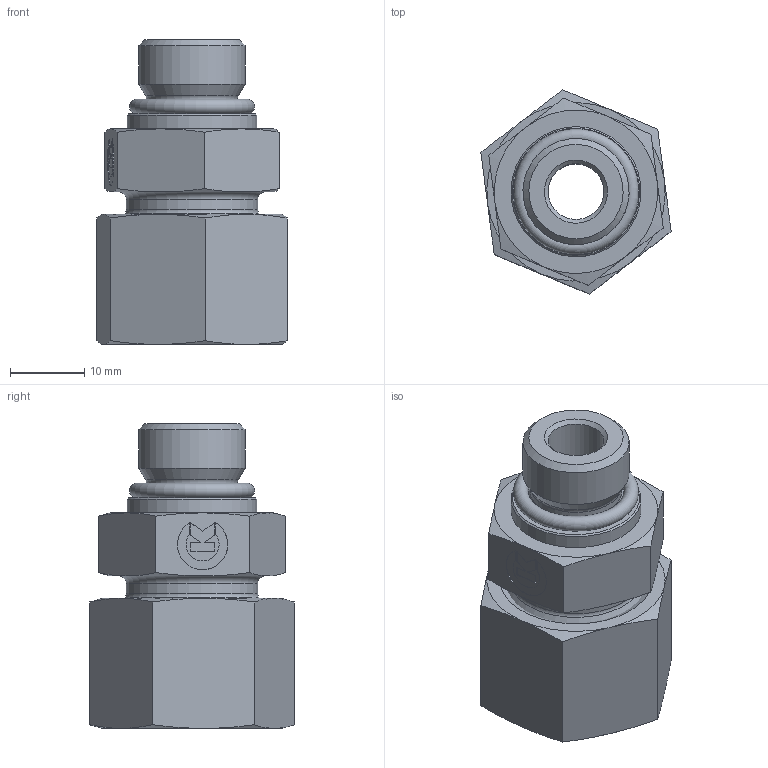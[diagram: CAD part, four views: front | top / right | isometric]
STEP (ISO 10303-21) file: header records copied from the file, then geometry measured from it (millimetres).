
FILE_DESCRIPTION((''),'2;1');
FILE_NAME('18212091620.stp','2014-09-18T11:45:22',(''),('KNOMI spol. s r. o.'),'Autodesk Inventor 2012','Autodesk Inventor 2012','');
FILE_SCHEMA(('AUTOMOTIVE_DESIGN { 1 2 10303 214 0 1 1 1 }'));
Length unit declared in the file: millimetre
Products named in the file (6): PHK-UNF 12S   9/16- 18/M20; 3981220; 40112; PHFUNF; 17412091620; 606119019890
Assembly tree (5 placements, depth 3):
  PHK-UNF 12S   9/16- 18/M20
    3981220
    40112
    PHFUNF
      17412091620
      606119019890
Bounding box: 25.6 x 27.48 x 41 mm (x, y, z)
Volume: 12484.7 mm3; surface area: 7750.7 mm2
Topology: 4 solids, 4 shells, 113 faces, 257 edges, 158 vertices
Faces by surface type: plane 52, cone 39, cylinder 16, torus 6
Full cylindrical faces by diameter (mm): 7.5 x1, 12 x3, 12.24 x1, 14.287 x1, 14.3 x1, 16 x1, 17.5 x1, 17.7 x1, 18.376 x1, 20 x1
Entity records: 3157 total; most frequent: CARTESIAN_POINT 585, DIRECTION 490, ORIENTED_EDGE 432, EDGE_CURVE 216, AXIS2_PLACEMENT_3D 198, EDGE_LOOP 159, VERTEX_POINT 149, STYLED_ITEM 117
